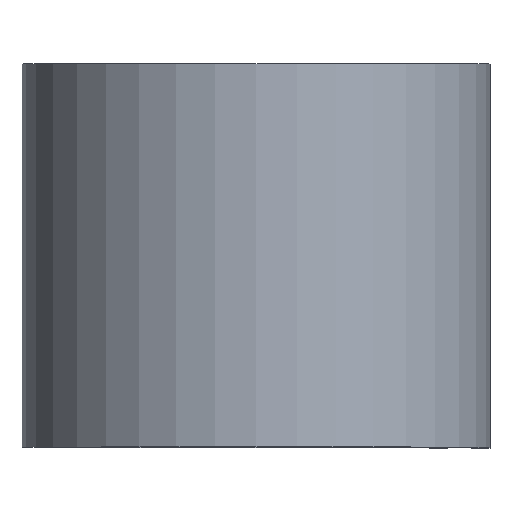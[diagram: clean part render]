
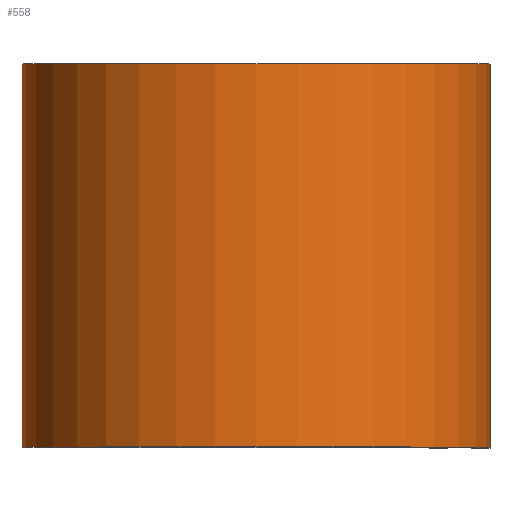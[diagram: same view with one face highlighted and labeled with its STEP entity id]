
A CAD part, top view. The second image highlights one B-rep face of the part: STEP entity #558.
In plain terms, the highlighted cylindrical face has radius 15.507 mm (diameter 31.013 mm), a partial arc.
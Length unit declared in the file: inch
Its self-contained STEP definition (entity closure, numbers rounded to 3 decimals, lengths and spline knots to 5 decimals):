
#1 = CARTESIAN_POINT ( 'NONE',  ( 0.6105, -0.5, 0. ) ) ;
#4 = EDGE_CURVE ( 'NONE', #15, #587, #91, .T. ) ;
#15 = VERTEX_POINT ( 'NONE', #441 ) ;
#17 = AXIS2_PLACEMENT_3D ( 'NONE', #106, #489, #429 ) ;
#51 = CARTESIAN_POINT ( 'NONE',  ( 0., 0.5, -0.6105 ) ) ;
#75 = EDGE_CURVE ( 'NONE', #606, #587, #173, .T. ) ;
#76 = ORIENTED_EDGE ( 'NONE', *, *, #4, .F. ) ;
#90 = DIRECTION ( 'NONE',  ( 0., 0., -1. ) ) ;
#91 = LINE ( 'NONE', #150, #93 ) ;
#93 = VECTOR ( 'NONE', #448, 39.37008 ) ;
#102 = CARTESIAN_POINT ( 'NONE',  ( 0., -0.5, 0. ) ) ;
#106 = CARTESIAN_POINT ( 'NONE',  ( 0., 0.5, 0. ) ) ;
#114 = EDGE_CURVE ( 'NONE', #270, #15, #141, .T. ) ;
#136 = CARTESIAN_POINT ( 'NONE',  ( 0., 0.5, 0. ) ) ;
#141 = CIRCLE ( 'NONE', #17, 0.6105 ) ;
#150 = CARTESIAN_POINT ( 'NONE',  ( 0.6105, 0.5, 0. ) ) ;
#166 = DIRECTION ( 'NONE',  ( 0., -1., 0. ) ) ;
#173 = CIRCLE ( 'NONE', #585, 0.6105 ) ;
#199 = DIRECTION ( 'NONE',  ( 0., 1., 0. ) ) ;
#226 = DIRECTION ( 'NONE',  ( 1., 0., 0. ) ) ;
#236 = CARTESIAN_POINT ( 'NONE',  ( 0., -0.5, -0.6105 ) ) ;
#270 = VERTEX_POINT ( 'NONE', #51 ) ;
#351 = VECTOR ( 'NONE', #565, 39.37008 ) ;
#363 = LINE ( 'NONE', #576, #351 ) ;
#377 = CYLINDRICAL_SURFACE ( 'NONE', #507, 0.6105 ) ;
#394 = FACE_OUTER_BOUND ( 'NONE', #478, .T. ) ;
#423 = ORIENTED_EDGE ( 'NONE', *, *, #114, .F. ) ;
#429 = DIRECTION ( 'NONE',  ( 1., 0., 0. ) ) ;
#441 = CARTESIAN_POINT ( 'NONE',  ( 0.6105, 0.5, 0. ) ) ;
#448 = DIRECTION ( 'NONE',  ( 0., -1., 0. ) ) ;
#478 = EDGE_LOOP ( 'NONE', ( #574, #76, #423, #615 ) ) ;
#489 = DIRECTION ( 'NONE',  ( 0., 1., 0. ) ) ;
#507 = AXIS2_PLACEMENT_3D ( 'NONE', #136, #166, #90 ) ;
#558 = ADVANCED_FACE ( 'NONE', ( #394 ), #377, .T. ) ;
#565 = DIRECTION ( 'NONE',  ( 0., -1., 0. ) ) ;
#574 = ORIENTED_EDGE ( 'NONE', *, *, #75, .T. ) ;
#576 = CARTESIAN_POINT ( 'NONE',  ( 0., 0.5, -0.6105 ) ) ;
#585 = AXIS2_PLACEMENT_3D ( 'NONE', #102, #199, #226 ) ;
#587 = VERTEX_POINT ( 'NONE', #1 ) ;
#606 = VERTEX_POINT ( 'NONE', #236 ) ;
#615 = ORIENTED_EDGE ( 'NONE', *, *, #657, .T. ) ;
#657 = EDGE_CURVE ( 'NONE', #270, #606, #363, .T. ) ;
